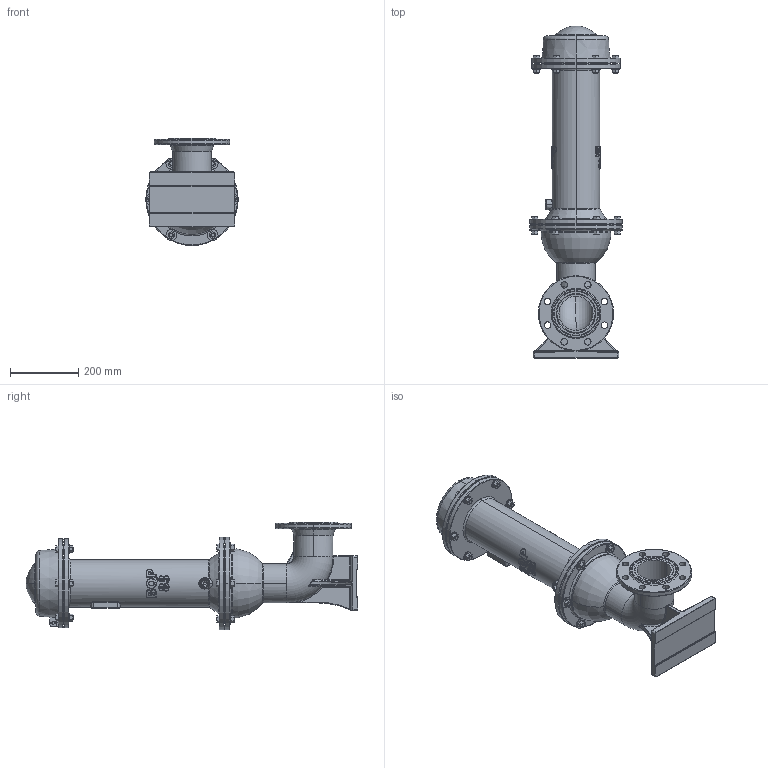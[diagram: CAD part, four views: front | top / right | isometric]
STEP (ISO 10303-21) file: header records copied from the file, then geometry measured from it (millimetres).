
FILE_DESCRIPTION (( 'STEP AP214' ), '1' );
FILE_NAME ('Tru ngam BQP.04.STEP', '2025-07-14T17:34:01', ( '' ), ( '' ), 'SwSTEP 2.0', 'SolidWorks 2024', '' );
FILE_SCHEMA (( 'AUTOMOTIVE_DESIGN' ));
Length unit declared in the file: millimetre
Products named in the file (1): Tru ngam BQP.04
Bounding box: 272.75 x 970 x 313 mm (x, y, z)
Volume: 7589446.3 mm3; surface area: 1778167 mm2
Topology: 56 solids, 56 shells, 1842 faces, 4363 edges, 2645 vertices
Faces by surface type: cylinder 599, plane 511, bspline 435, torus 166, cone 87, sphere 44
Entity records: 80013 total; most frequent: CARTESIAN_POINT 39611, ORIENTED_EDGE 8614, DIRECTION 7738, EDGE_CURVE 4307, AXIS2_PLACEMENT_3D 3064, VERTEX_POINT 2645, EDGE_LOOP 2080, FACE_OUTER_BOUND 1842
